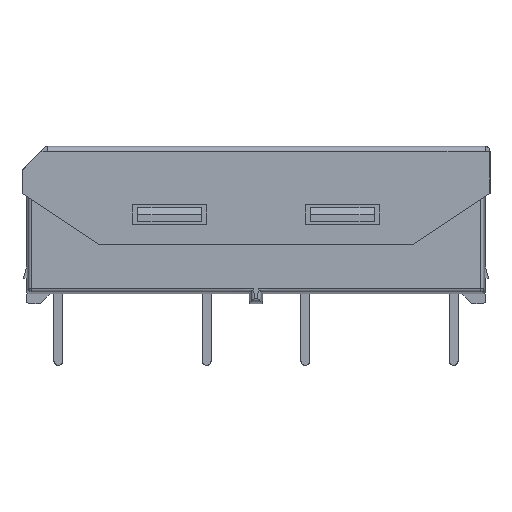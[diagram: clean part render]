
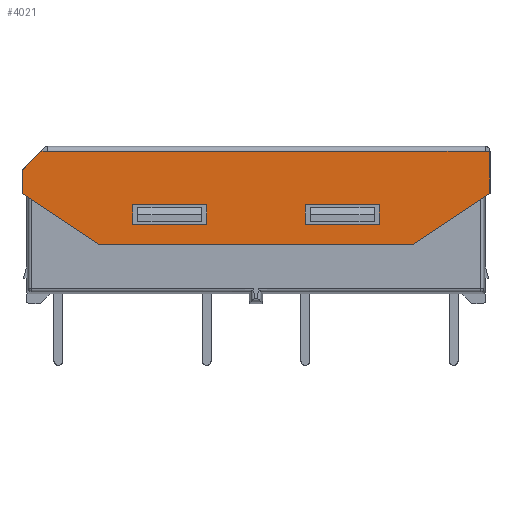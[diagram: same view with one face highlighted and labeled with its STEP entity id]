
A CAD part, top view. The second image highlights one B-rep face of the part: STEP entity #4021.
In plain terms, the highlighted face is planar.
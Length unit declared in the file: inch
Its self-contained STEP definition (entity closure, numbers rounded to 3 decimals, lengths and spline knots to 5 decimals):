
#3473=CARTESIAN_POINT('',(-0.12,-0.12125,-0.15));
#3474=VERTEX_POINT('',#3473);
#3481=CARTESIAN_POINT('',(-0.12,-0.12125,-0.11));
#3482=VERTEX_POINT('',#3481);
#3483=CARTESIAN_POINT('',(-0.12,-0.12125,-0.11));
#3484=DIRECTION('',(0.0,0.0,-1.0));
#3485=VECTOR('',#3484,0.04);
#3486=LINE('',#3483,#3485);
#3487=EDGE_CURVE('',#3482,#3474,#3486,.T.);
#3512=CARTESIAN_POINT('',(-0.27,-0.12125,-0.11));
#3513=VERTEX_POINT('',#3512);
#3514=CARTESIAN_POINT('',(-0.27,-0.12125,-0.11));
#3515=DIRECTION('',(1.0,0.0,0.0));
#3516=VECTOR('',#3515,0.15);
#3517=LINE('',#3514,#3516);
#3518=EDGE_CURVE('',#3513,#3482,#3517,.T.);
#3543=CARTESIAN_POINT('',(-0.27,-0.12125,-0.15));
#3544=VERTEX_POINT('',#3543);
#3545=CARTESIAN_POINT('',(-0.27,-0.12125,-0.15));
#3546=DIRECTION('',(0.0,0.0,1.0));
#3547=VECTOR('',#3546,0.04);
#3548=LINE('',#3545,#3547);
#3549=EDGE_CURVE('',#3544,#3513,#3548,.T.);
#3572=CARTESIAN_POINT('',(-0.12,-0.12125,-0.15));
#3573=DIRECTION('',(-1.0,0.0,0.0));
#3574=VECTOR('',#3573,0.15);
#3575=LINE('',#3572,#3574);
#3576=EDGE_CURVE('',#3474,#3544,#3575,.T.);
#3597=CARTESIAN_POINT('',(0.23,-0.12125,-0.15));
#3598=VERTEX_POINT('',#3597);
#3605=CARTESIAN_POINT('',(0.23,-0.12125,-0.11));
#3606=VERTEX_POINT('',#3605);
#3607=CARTESIAN_POINT('',(0.23,-0.12125,-0.11));
#3608=DIRECTION('',(0.0,0.0,-1.0));
#3609=VECTOR('',#3608,0.04);
#3610=LINE('',#3607,#3609);
#3611=EDGE_CURVE('',#3606,#3598,#3610,.T.);
#3636=CARTESIAN_POINT('',(0.08,-0.12125,-0.11));
#3637=VERTEX_POINT('',#3636);
#3638=CARTESIAN_POINT('',(0.08,-0.12125,-0.11));
#3639=DIRECTION('',(1.0,0.0,0.0));
#3640=VECTOR('',#3639,0.15);
#3641=LINE('',#3638,#3640);
#3642=EDGE_CURVE('',#3637,#3606,#3641,.T.);
#3667=CARTESIAN_POINT('',(0.08,-0.12125,-0.15));
#3668=VERTEX_POINT('',#3667);
#3669=CARTESIAN_POINT('',(0.08,-0.12125,-0.15));
#3670=DIRECTION('',(0.0,0.0,1.0));
#3671=VECTOR('',#3670,0.04);
#3672=LINE('',#3669,#3671);
#3673=EDGE_CURVE('',#3668,#3637,#3672,.T.);
#3696=CARTESIAN_POINT('',(0.23,-0.12125,-0.15));
#3697=DIRECTION('',(-1.0,0.0,0.0));
#3698=VECTOR('',#3697,0.15);
#3699=LINE('',#3696,#3698);
#3700=EDGE_CURVE('',#3598,#3668,#3699,.T.);
#3749=CARTESIAN_POINT('',(-0.49375,-0.12125,-0.04));
#3750=VERTEX_POINT('',#3749);
#3757=CARTESIAN_POINT('',(-0.45575,-0.12125,-0.002));
#3758=VERTEX_POINT('',#3757);
#3759=CARTESIAN_POINT('',(-0.45575,-0.12125,-0.002));
#3760=DIRECTION('',(-0.707,0.0,-0.707));
#3761=VECTOR('',#3760,0.05374);
#3762=LINE('',#3759,#3761);
#3763=EDGE_CURVE('',#3758,#3750,#3762,.T.);
#3921=CARTESIAN_POINT('',(-0.44161,-0.12125,-0.002));
#3922=VERTEX_POINT('',#3921);
#3923=CARTESIAN_POINT('',(-0.44161,-0.12125,-0.002));
#3924=DIRECTION('',(-1.0,0.0,0.0));
#3925=VECTOR('',#3924,0.01414);
#3926=LINE('',#3923,#3925);
#3927=EDGE_CURVE('',#3922,#3758,#3926,.T.);
#3946=CARTESIAN_POINT('',(0.0,-0.12125,-0.095));
#3947=DIRECTION('',(0.0,1.0,0.0));
#3948=DIRECTION('',(0.0,0.0,1.0));
#3949=AXIS2_PLACEMENT_3D('',#3946,#3947,#3948);
#3950=PLANE('',#3949);
#3951=ORIENTED_EDGE('',*,*,#3763,.T.);
#3952=CARTESIAN_POINT('',(-0.49375,-0.12125,-0.087));
#3953=VERTEX_POINT('',#3952);
#3954=CARTESIAN_POINT('',(-0.49375,-0.12125,-0.087));
#3955=DIRECTION('',(0.0,0.0,1.0));
#3956=VECTOR('',#3955,0.047);
#3957=LINE('',#3954,#3956);
#3958=EDGE_CURVE('',#3953,#3750,#3957,.T.);
#3959=ORIENTED_EDGE('',*,*,#3958,.F.);
#3960=CARTESIAN_POINT('',(-0.33975,-0.12125,-0.19));
#3961=VERTEX_POINT('',#3960);
#3962=CARTESIAN_POINT('',(-0.49375,-0.12125,-0.087));
#3963=DIRECTION('',(0.831,0.0,-0.556));
#3964=VECTOR('',#3963,0.18527);
#3965=LINE('',#3962,#3964);
#3966=EDGE_CURVE('',#3953,#3961,#3965,.T.);
#3967=ORIENTED_EDGE('',*,*,#3966,.T.);
#3968=CARTESIAN_POINT('',(0.29975,-0.12125,-0.19));
#3969=VERTEX_POINT('',#3968);
#3970=CARTESIAN_POINT('',(0.29975,-0.12125,-0.19));
#3971=DIRECTION('',(-1.0,0.0,0.0));
#3972=VECTOR('',#3971,0.6395);
#3973=LINE('',#3970,#3972);
#3974=EDGE_CURVE('',#3969,#3961,#3973,.T.);
#3975=ORIENTED_EDGE('',*,*,#3974,.F.);
#3976=CARTESIAN_POINT('',(0.45375,-0.12125,-0.087));
#3977=VERTEX_POINT('',#3976);
#3978=CARTESIAN_POINT('',(0.29975,-0.12125,-0.19));
#3979=DIRECTION('',(0.831,0.,0.556));
#3980=VECTOR('',#3979,0.18527);
#3981=LINE('',#3978,#3980);
#3982=EDGE_CURVE('',#3969,#3977,#3981,.T.);
#3983=ORIENTED_EDGE('',*,*,#3982,.T.);
#3984=CARTESIAN_POINT('',(0.45375,-0.12125,-0.002));
#3985=VERTEX_POINT('',#3984);
#3986=CARTESIAN_POINT('',(0.45375,-0.12125,-0.002));
#3987=DIRECTION('',(0.0,0.0,-1.0));
#3988=VECTOR('',#3987,0.085);
#3989=LINE('',#3986,#3988);
#3990=EDGE_CURVE('',#3985,#3977,#3989,.T.);
#3991=ORIENTED_EDGE('',*,*,#3990,.F.);
#3992=CARTESIAN_POINT('',(0.44367,-0.12125,-0.002));
#3993=VERTEX_POINT('',#3992);
#3994=CARTESIAN_POINT('',(0.45375,-0.12125,-0.002));
#3995=DIRECTION('',(-1.0,0.0,0.0));
#3996=VECTOR('',#3995,0.01008);
#3997=LINE('',#3994,#3996);
#3998=EDGE_CURVE('',#3985,#3993,#3997,.T.);
#3999=ORIENTED_EDGE('',*,*,#3998,.T.);
#4000=CARTESIAN_POINT('',(0.44367,-0.12125,-0.002));
#4001=DIRECTION('',(-1.0,0.0,0.0));
#4002=VECTOR('',#4001,0.88528);
#4003=LINE('',#4000,#4002);
#4004=EDGE_CURVE('',#3993,#3922,#4003,.T.);
#4005=ORIENTED_EDGE('',*,*,#4004,.T.);
#4006=ORIENTED_EDGE('',*,*,#3927,.T.);
#4007=EDGE_LOOP('',(#3951,#3959,#3967,#3975,#3983,#3991,#3999,#4005,#4006));
#4008=FACE_OUTER_BOUND('',#4007,.T.);
#4009=ORIENTED_EDGE('',*,*,#3487,.T.);
#4010=ORIENTED_EDGE('',*,*,#3576,.T.);
#4011=ORIENTED_EDGE('',*,*,#3549,.T.);
#4012=ORIENTED_EDGE('',*,*,#3518,.T.);
#4013=EDGE_LOOP('',(#4009,#4010,#4011,#4012));
#4014=FACE_BOUND('',#4013,.T.);
#4015=ORIENTED_EDGE('',*,*,#3611,.T.);
#4016=ORIENTED_EDGE('',*,*,#3700,.T.);
#4017=ORIENTED_EDGE('',*,*,#3673,.T.);
#4018=ORIENTED_EDGE('',*,*,#3642,.T.);
#4019=EDGE_LOOP('',(#4015,#4016,#4017,#4018));
#4020=FACE_BOUND('',#4019,.T.);
#4021=ADVANCED_FACE('',(#4008,#4014,#4020),#3950,.F.);
